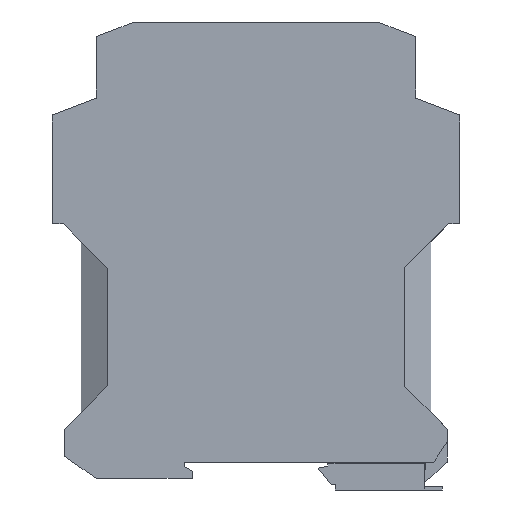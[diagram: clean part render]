
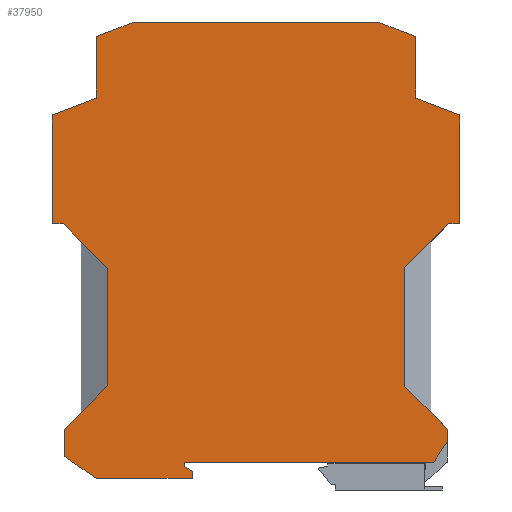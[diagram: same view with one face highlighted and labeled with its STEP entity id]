
A CAD part, left-side view. The second image highlights one B-rep face of the part: STEP entity #37950.
In plain terms, the highlighted face is planar.
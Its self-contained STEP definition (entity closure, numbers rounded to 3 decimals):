
#590=CARTESIAN_POINT('',(17.5,8.,-8.75));
#600=VERTEX_POINT('',#590);
#750=CARTESIAN_POINT('',(17.5,6.9,-8.75));
#760=VERTEX_POINT('',#750);
#790=CARTESIAN_POINT('',(17.5,0.,-8.75));
#800=DIRECTION('',(0.,-1.,0.));
#810=VECTOR('',#800,1.);
#820=LINE('',#790,#810);
#830=EDGE_CURVE('',#600,#760,#820,.T.);
#3410=CARTESIAN_POINT('',(36.05,55.1,-8.75));
#3420=VERTEX_POINT('',#3410);
#3730=CARTESIAN_POINT('',(46.85,65.9,-8.75));
#3740=VERTEX_POINT('',#3730);
#3770=CARTESIAN_POINT('',(0.,19.05,-8.75));
#3780=DIRECTION('',(-0.707,-0.707,0.));
#3790=VECTOR('',#3780,1.);
#3800=LINE('',#3770,#3790);
#3810=EDGE_CURVE('',#3740,#3420,#3800,.T.);
#5450=CARTESIAN_POINT('',(46.55,9.4,-8.75));
#5460=VERTEX_POINT('',#5450);
#5510=CARTESIAN_POINT('',(0.,-23.195,-8.75));
#5520=DIRECTION('',(0.819,0.574,0.));
#5530=VECTOR('',#5520,1.);
#5540=LINE('',#5510,#5530);
#5550=CARTESIAN_POINT('',(38.838,4.,-8.75));
#5560=VERTEX_POINT('',#5550);
#5570=EDGE_CURVE('',#5560,#5460,#5540,.T.);
#11020=CARTESIAN_POINT('',(-46.55,16.,-8.75));
#11030=VERTEX_POINT('',#11020);
#11060=CARTESIAN_POINT('',(0.,62.55,-8.75));
#11070=DIRECTION('',(-0.707,-0.707,0.));
#11080=VECTOR('',#11070,1.);
#11090=LINE('',#11060,#11080);
#11100=CARTESIAN_POINT('',(-36.137,26.413,-8.75));
#11110=VERTEX_POINT('',#11100);
#11120=EDGE_CURVE('',#11110,#11030,#11090,.T.);
#12570=CARTESIAN_POINT('',(-36.137,55.187,-8.75));
#12580=VERTEX_POINT('',#12570);
#13040=CARTESIAN_POINT('',(-46.85,65.9,-8.75));
#13050=VERTEX_POINT('',#13040);
#13080=CARTESIAN_POINT('',(0.,65.9,-8.75));
#13090=DIRECTION('',(1.,0.,0.));
#13100=VECTOR('',#13090,1.);
#13110=LINE('',#13080,#13100);
#13120=CARTESIAN_POINT('',(-49.5,65.9,-8.75));
#13130=VERTEX_POINT('',#13120);
#13140=EDGE_CURVE('',#13130,#13050,#13110,.T.);
#14800=CARTESIAN_POINT('',(15.5,4.,-8.75));
#14810=VERTEX_POINT('',#14800);
#14860=CARTESIAN_POINT('',(15.5,0.,-8.75));
#14870=DIRECTION('',(0.,-1.,0.));
#14880=VECTOR('',#14870,1.);
#14890=LINE('',#14860,#14880);
#14900=CARTESIAN_POINT('',(15.5,5.745,-8.75));
#14910=VERTEX_POINT('',#14900);
#14920=EDGE_CURVE('',#14910,#14810,#14890,.T.);
#16150=CARTESIAN_POINT('',(29.6,115.,-8.75));
#16160=VERTEX_POINT('',#16150);
#16190=CARTESIAN_POINT('',(0.,126.362,-8.75));
#16200=DIRECTION('',(-0.934,0.358,0.));
#16210=VECTOR('',#16200,1.);
#16220=LINE('',#16190,#16210);
#16230=CARTESIAN_POINT('',(38.8,111.468,-8.75));
#16240=VERTEX_POINT('',#16230);
#16250=EDGE_CURVE('',#16240,#16160,#16220,.T.);
#17100=CARTESIAN_POINT('',(-29.6,115.,-8.75));
#17110=VERTEX_POINT('',#17100);
#17140=CARTESIAN_POINT('',(0.,115.,-8.75));
#17150=DIRECTION('',(-1.,0.,0.));
#17160=VECTOR('',#17150,1.);
#17170=LINE('',#17140,#17160);
#17180=EDGE_CURVE('',#16160,#17110,#17170,.T.);
#17640=CARTESIAN_POINT('',(38.8,0.,-8.75));
#17650=DIRECTION('',(0.,1.,0.));
#17660=VECTOR('',#17650,1.);
#17670=LINE('',#17640,#17660);
#17680=CARTESIAN_POINT('',(38.8,96.5,-8.75));
#17690=VERTEX_POINT('',#17680);
#17700=EDGE_CURVE('',#17690,#16240,#17670,.T.);
#18860=CARTESIAN_POINT('',(0.,62.55,-8.75));
#18870=DIRECTION('',(0.707,0.707,0.));
#18880=VECTOR('',#18870,1.);
#18890=LINE('',#18860,#18880);
#18900=CARTESIAN_POINT('',(-36.05,26.5,-8.75));
#18910=VERTEX_POINT('',#18900);
#18920=EDGE_CURVE('',#11110,#18910,#18890,.T.);
#26670=CARTESIAN_POINT('',(0.,8.,-8.75));
#26680=DIRECTION('',(1.,0.,0.));
#26690=VECTOR('',#26680,1.);
#26700=LINE('',#26670,#26690);
#26710=CARTESIAN_POINT('',(-43.2,8.,-8.75));
#26720=VERTEX_POINT('',#26710);
#26730=EDGE_CURVE('',#26720,#600,#26700,.T.);
#29630=CARTESIAN_POINT('',(-46.55,12.9,-8.75));
#29640=VERTEX_POINT('',#29630);
#29670=CARTESIAN_POINT('',(-46.55,0.,-8.75));
#29680=DIRECTION('',(0.,-1.,0.));
#29690=VECTOR('',#29680,1.);
#29700=LINE('',#29670,#29690);
#29710=EDGE_CURVE('',#11030,#29640,#29700,.T.);
#30840=CARTESIAN_POINT('',(0.,19.05,-8.75));
#30850=DIRECTION('',(0.707,-0.707,0.));
#30860=VECTOR('',#30850,1.);
#30870=LINE('',#30840,#30860);
#30880=EDGE_CURVE('',#13050,#12580,#30870,.T.);
#32460=CARTESIAN_POINT('',(-36.05,0.,-8.75));
#32470=DIRECTION('',(0.,1.,0.));
#32480=VECTOR('',#32470,1.);
#32490=LINE('',#32460,#32480);
#32500=CARTESIAN_POINT('',(-36.05,55.1,-8.75));
#32510=VERTEX_POINT('',#32500);
#32520=EDGE_CURVE('',#18910,#32510,#32490,.T.);
#32750=CARTESIAN_POINT('',(36.05,0.,-8.75));
#32760=DIRECTION('',(0.,-1.,0.));
#32770=VECTOR('',#32760,1.);
#32780=LINE('',#32750,#32770);
#32790=CARTESIAN_POINT('',(36.05,26.5,-8.75));
#32800=VERTEX_POINT('',#32790);
#32810=EDGE_CURVE('',#3420,#32800,#32780,.T.);
#36830=CARTESIAN_POINT('',(-12.85,61.5,-8.75));
#36840=DIRECTION('',(0.,0.,-1.));
#36850=DIRECTION('',(-1.,0.,0.));
#36860=AXIS2_PLACEMENT_3D('',#36830,#36840,#36850);
#36870=PLANE('',#36860);
#36880=CARTESIAN_POINT('',(0.,65.9,-8.75));
#36890=DIRECTION('',(1.,0.,0.));
#36900=VECTOR('',#36890,1.);
#36910=LINE('',#36880,#36900);
#36920=CARTESIAN_POINT('',(49.5,65.9,-8.75));
#36930=VERTEX_POINT('',#36920);
#36940=EDGE_CURVE('',#3740,#36930,#36910,.T.);
#36950=ORIENTED_EDGE('',*,*,#36940,.F.);
#36960=CARTESIAN_POINT('',(49.5,0.,-8.75));
#36970=DIRECTION('',(0.,1.,0.));
#36980=VECTOR('',#36970,1.);
#36990=LINE('',#36960,#36980);
#37000=CARTESIAN_POINT('',(49.5,92.4,-8.75));
#37010=VERTEX_POINT('',#37000);
#37020=EDGE_CURVE('',#36930,#37010,#36990,.T.);
#37030=ORIENTED_EDGE('',*,*,#37020,.F.);
#37040=CARTESIAN_POINT('',(0.,111.367,-8.75));
#37050=DIRECTION('',(0.934,-0.358,0.));
#37060=VECTOR('',#37050,1.);
#37070=LINE('',#37040,#37060);
#37080=EDGE_CURVE('',#17690,#37010,#37070,.T.);
#37090=ORIENTED_EDGE('',*,*,#37080,.T.);
#37100=ORIENTED_EDGE('',*,*,#17700,.F.);
#37110=ORIENTED_EDGE('',*,*,#16250,.F.);
#37120=ORIENTED_EDGE('',*,*,#17180,.F.);
#37130=CARTESIAN_POINT('',(0.,126.362,-8.75));
#37140=DIRECTION('',(-0.934,-0.358,0.));
#37150=VECTOR('',#37140,1.);
#37160=LINE('',#37130,#37150);
#37170=CARTESIAN_POINT('',(-38.8,111.468,-8.75));
#37180=VERTEX_POINT('',#37170);
#37190=EDGE_CURVE('',#17110,#37180,#37160,.T.);
#37200=ORIENTED_EDGE('',*,*,#37190,.F.);
#37210=CARTESIAN_POINT('',(-38.8,0.,-8.75));
#37220=DIRECTION('',(0.,-1.,0.));
#37230=VECTOR('',#37220,1.);
#37240=LINE('',#37210,#37230);
#37250=CARTESIAN_POINT('',(-38.8,96.5,-8.75));
#37260=VERTEX_POINT('',#37250);
#37270=EDGE_CURVE('',#37180,#37260,#37240,.T.);
#37280=ORIENTED_EDGE('',*,*,#37270,.F.);
#37290=CARTESIAN_POINT('',(0.,111.367,-8.75));
#37300=DIRECTION('',(-0.934,-0.358,0.));
#37310=VECTOR('',#37300,1.);
#37320=LINE('',#37290,#37310);
#37330=CARTESIAN_POINT('',(-49.5,92.4,-8.75));
#37340=VERTEX_POINT('',#37330);
#37350=EDGE_CURVE('',#37260,#37340,#37320,.T.);
#37360=ORIENTED_EDGE('',*,*,#37350,.F.);
#37370=CARTESIAN_POINT('',(-49.5,0.,-8.75));
#37380=DIRECTION('',(0.,1.,0.));
#37390=VECTOR('',#37380,1.);
#37400=LINE('',#37370,#37390);
#37410=EDGE_CURVE('',#13130,#37340,#37400,.T.);
#37420=ORIENTED_EDGE('',*,*,#37410,.T.);
#37430=ORIENTED_EDGE('',*,*,#13140,.F.);
#37440=ORIENTED_EDGE('',*,*,#30880,.F.);
#37450=CARTESIAN_POINT('',(0.,19.05,-8.75));
#37460=DIRECTION('',(-0.707,0.707,0.));
#37470=VECTOR('',#37460,1.);
#37480=LINE('',#37450,#37470);
#37490=EDGE_CURVE('',#32510,#12580,#37480,.T.);
#37500=ORIENTED_EDGE('',*,*,#37490,.T.);
#37510=ORIENTED_EDGE('',*,*,#32520,.T.);
#37520=ORIENTED_EDGE('',*,*,#18920,.T.);
#37530=ORIENTED_EDGE('',*,*,#11120,.F.);
#37540=ORIENTED_EDGE('',*,*,#29710,.F.);
#37550=CARTESIAN_POINT('',(-37.731,0.,-8.75));
#37560=DIRECTION('',(0.564,-0.826,0.));
#37570=VECTOR('',#37560,1.);
#37580=LINE('',#37550,#37570);
#37590=EDGE_CURVE('',#29640,#26720,#37580,.T.);
#37600=ORIENTED_EDGE('',*,*,#37590,.F.);
#37610=ORIENTED_EDGE('',*,*,#26730,.F.);
#37620=ORIENTED_EDGE('',*,*,#830,.F.);
#37630=CARTESIAN_POINT('',(0.,-3.204,-8.75));
#37640=DIRECTION('',(-0.866,-0.5,0.));
#37650=VECTOR('',#37640,1.);
#37660=LINE('',#37630,#37650);
#37670=EDGE_CURVE('',#760,#14910,#37660,.T.);
#37680=ORIENTED_EDGE('',*,*,#37670,.F.);
#37690=ORIENTED_EDGE('',*,*,#14920,.F.);
#37700=CARTESIAN_POINT('',(0.,4.,-8.75));
#37710=DIRECTION('',(1.,0.,0.));
#37720=VECTOR('',#37710,1.);
#37730=LINE('',#37700,#37720);
#37740=EDGE_CURVE('',#14810,#5560,#37730,.T.);
#37750=ORIENTED_EDGE('',*,*,#37740,.F.);
#37760=ORIENTED_EDGE('',*,*,#5570,.F.);
#37770=CARTESIAN_POINT('',(46.55,0.,-8.75));
#37780=DIRECTION('',(0.,1.,0.));
#37790=VECTOR('',#37780,1.);
#37800=LINE('',#37770,#37790);
#37810=CARTESIAN_POINT('',(46.55,16.,-8.75));
#37820=VERTEX_POINT('',#37810);
#37830=EDGE_CURVE('',#5460,#37820,#37800,.T.);
#37840=ORIENTED_EDGE('',*,*,#37830,.F.);
#37850=CARTESIAN_POINT('',(0.,62.55,-8.75));
#37860=DIRECTION('',(-0.707,0.707,0.));
#37870=VECTOR('',#37860,1.);
#37880=LINE('',#37850,#37870);
#37890=EDGE_CURVE('',#37820,#32800,#37880,.T.);
#37900=ORIENTED_EDGE('',*,*,#37890,.F.);
#37910=ORIENTED_EDGE('',*,*,#32810,.T.);
#37920=ORIENTED_EDGE('',*,*,#3810,.T.);
#37930=EDGE_LOOP('',(#37920,#37910,#37900,#37840,#37760,#37750,#37690,
#37680,#37620,#37610,#37600,#37540,#37530,#37520,#37510,#37500,#37440,
#37430,#37420,#37360,#37280,#37200,#37120,#37110,#37100,#37090,#37030,
#36950));
#37940=FACE_OUTER_BOUND('',#37930,.T.);
#37950=ADVANCED_FACE('',(#37940),#36870,.T.);
